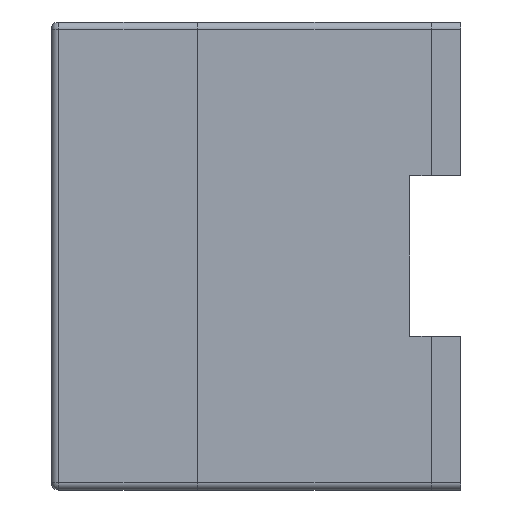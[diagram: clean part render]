
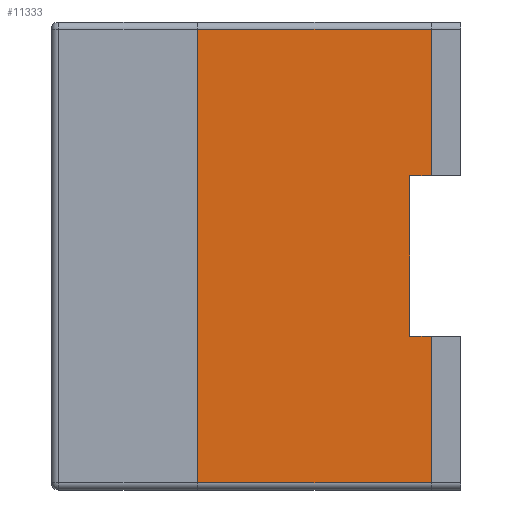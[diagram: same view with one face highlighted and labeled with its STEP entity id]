
A CAD part, left-side view. The second image highlights one B-rep face of the part: STEP entity #11333.
In plain terms, the highlighted planar face has unit normal (-1, 0, 0).
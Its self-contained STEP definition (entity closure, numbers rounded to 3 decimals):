
#238 = CARTESIAN_POINT ( 'NONE',  ( -2.25, -1.05, -0.55 ) ) ;
#459 = DIRECTION ( 'NONE',  ( 0., 0., -1. ) ) ;
#608 = LINE ( 'NONE', #238, #14132 ) ;
#721 = DIRECTION ( 'NONE',  ( 0., 0., -1. ) ) ;
#960 = PLANE ( 'NONE',  #8073 ) ;
#1072 = DIRECTION ( 'NONE',  ( 1., 0., 0. ) ) ;
#1099 = EDGE_LOOP ( 'NONE', ( #14138, #2861, #4844, #8640, #4658, #10461, #4123, #15503 ) ) ;
#1156 = EDGE_CURVE ( 'NONE', #8700, #2053, #3229, .T. ) ;
#1338 = CARTESIAN_POINT ( 'NONE',  ( -2.25, -1.199, -1.55 ) ) ;
#1777 = VERTEX_POINT ( 'NONE', #4492 ) ;
#1807 = VECTOR ( 'NONE', #459, 1000. ) ;
#1970 = CARTESIAN_POINT ( 'NONE',  ( -2.25, 0.399, 1.6 ) ) ;
#2053 = VERTEX_POINT ( 'NONE', #5384 ) ;
#2140 = CARTESIAN_POINT ( 'NONE',  ( -2.25, -1.4, -0.55 ) ) ;
#2861 = ORIENTED_EDGE ( 'NONE', *, *, #12303, .T. ) ;
#3229 = LINE ( 'NONE', #1970, #11041 ) ;
#3342 = DIRECTION ( 'NONE',  ( 0., 1., 0. ) ) ;
#3447 = CARTESIAN_POINT ( 'NONE',  ( -2.25, -1.05, 0.55 ) ) ;
#3702 = LINE ( 'NONE', #4190, #13718 ) ;
#4101 = VERTEX_POINT ( 'NONE', #3447 ) ;
#4123 = ORIENTED_EDGE ( 'NONE', *, *, #13872, .F. ) ;
#4190 = CARTESIAN_POINT ( 'NONE',  ( -2.25, -1.4, 0.55 ) ) ;
#4492 = CARTESIAN_POINT ( 'NONE',  ( -2.25, -1.199, -0.55 ) ) ;
#4658 = ORIENTED_EDGE ( 'NONE', *, *, #1156, .T. ) ;
#4844 = ORIENTED_EDGE ( 'NONE', *, *, #14909, .F. ) ;
#5082 = EDGE_CURVE ( 'NONE', #8043, #4101, #608, .T. ) ;
#5300 = EDGE_CURVE ( 'NONE', #16965, #8700, #16582, .T. ) ;
#5384 = CARTESIAN_POINT ( 'NONE',  ( -2.25, 0.399, -1.55 ) ) ;
#5505 = CARTESIAN_POINT ( 'NONE',  ( -2.25, 0., -1.55 ) ) ;
#5950 = DIRECTION ( 'NONE',  ( 0., 0., -1. ) ) ;
#6150 = EDGE_CURVE ( 'NONE', #2053, #8469, #12477, .T. ) ;
#7036 = DIRECTION ( 'NONE',  ( 0., -1., 0. ) ) ;
#7213 = DIRECTION ( 'NONE',  ( 0., 1., 0. ) ) ;
#7465 = CARTESIAN_POINT ( 'NONE',  ( -2.25, 0., 1.6 ) ) ;
#8043 = VERTEX_POINT ( 'NONE', #11291 ) ;
#8073 = AXIS2_PLACEMENT_3D ( 'NONE', #7465, #1072, #16648 ) ;
#8158 = LINE ( 'NONE', #16038, #1807 ) ;
#8469 = VERTEX_POINT ( 'NONE', #1338 ) ;
#8640 = ORIENTED_EDGE ( 'NONE', *, *, #5300, .T. ) ;
#8700 = VERTEX_POINT ( 'NONE', #12682 ) ;
#9007 = VECTOR ( 'NONE', #7213, 1000. ) ;
#10461 = ORIENTED_EDGE ( 'NONE', *, *, #6150, .T. ) ;
#10579 = DIRECTION ( 'NONE',  ( 0., 0., 1. ) ) ;
#10745 = DIRECTION ( 'NONE',  ( 0., -1., 0. ) ) ;
#11041 = VECTOR ( 'NONE', #5950, 1000. ) ;
#11291 = CARTESIAN_POINT ( 'NONE',  ( -2.25, -1.05, -0.55 ) ) ;
#11307 = CARTESIAN_POINT ( 'NONE',  ( -2.25, 0.399, 1.55 ) ) ;
#11333 = ADVANCED_FACE ( 'NONE', ( #13154 ), #960, .F. ) ;
#12282 = LINE ( 'NONE', #2140, #9007 ) ;
#12303 = EDGE_CURVE ( 'NONE', #4101, #13710, #3702, .T. ) ;
#12477 = LINE ( 'NONE', #5505, #14273 ) ;
#12682 = CARTESIAN_POINT ( 'NONE',  ( -2.25, 0.399, 1.55 ) ) ;
#13111 = VECTOR ( 'NONE', #3342, 1000. ) ;
#13154 = FACE_OUTER_BOUND ( 'NONE', #1099, .T. ) ;
#13710 = VERTEX_POINT ( 'NONE', #15222 ) ;
#13718 = VECTOR ( 'NONE', #10745, 1000. ) ;
#13872 = EDGE_CURVE ( 'NONE', #1777, #8469, #14806, .T. ) ;
#14132 = VECTOR ( 'NONE', #10579, 1000. ) ;
#14138 = ORIENTED_EDGE ( 'NONE', *, *, #5082, .T. ) ;
#14273 = VECTOR ( 'NONE', #7036, 1000. ) ;
#14306 = CARTESIAN_POINT ( 'NONE',  ( -2.25, -1.199, 1.55 ) ) ;
#14806 = LINE ( 'NONE', #16030, #15614 ) ;
#14909 = EDGE_CURVE ( 'NONE', #16965, #13710, #8158, .T. ) ;
#15222 = CARTESIAN_POINT ( 'NONE',  ( -2.25, -1.199, 0.55 ) ) ;
#15503 = ORIENTED_EDGE ( 'NONE', *, *, #16187, .T. ) ;
#15614 = VECTOR ( 'NONE', #721, 1000. ) ;
#16030 = CARTESIAN_POINT ( 'NONE',  ( -2.25, -1.199, 1.6 ) ) ;
#16038 = CARTESIAN_POINT ( 'NONE',  ( -2.25, -1.199, 1.6 ) ) ;
#16187 = EDGE_CURVE ( 'NONE', #1777, #8043, #12282, .T. ) ;
#16582 = LINE ( 'NONE', #11307, #13111 ) ;
#16648 = DIRECTION ( 'NONE',  ( 0., 1., 0. ) ) ;
#16965 = VERTEX_POINT ( 'NONE', #14306 ) ;
